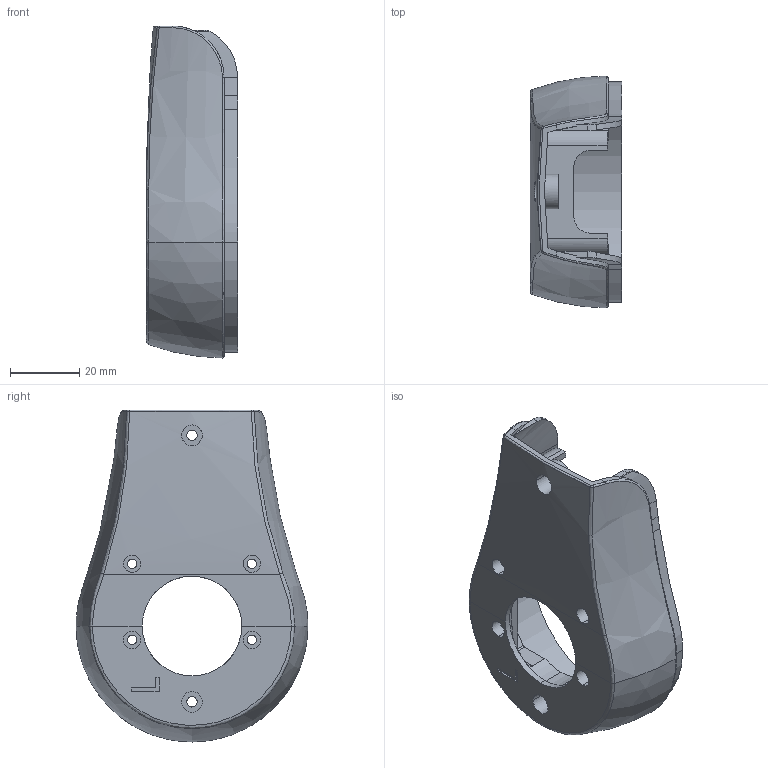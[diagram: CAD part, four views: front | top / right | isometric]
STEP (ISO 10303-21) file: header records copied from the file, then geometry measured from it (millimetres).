
FILE_DESCRIPTION (( 'STEP AP203' ), '1' );
FILE_NAME ('2015-09-22_Oberam_Deckel_R.STEP', '2015-09-22T16:45:17', ( 'Anwender' ), ( '' ), 'SwSTEP 2.0', 'SolidWorks 2014', '' );
FILE_SCHEMA (( 'CONFIG_CONTROL_DESIGN' ));
Length unit declared in the file: millimetre
Products named in the file (1): 2015-09-22_Oberam_Deckel_R
Bounding box: 26.3 x 66.99 x 95.9 mm (x, y, z)
Volume: 26037.5 mm3; surface area: 23160.7 mm2
Topology: 1 solids, 1 shells, 185 faces, 499 edges, 317 vertices
Faces by surface type: cylinder 77, plane 60, bspline 48
Entity records: 9622 total; most frequent: CARTESIAN_POINT 5228, ORIENTED_EDGE 988, DIRECTION 780, EDGE_CURVE 494, VERTEX_POINT 317, AXIS2_PLACEMENT_3D 281, VECTOR 218, LINE 218
